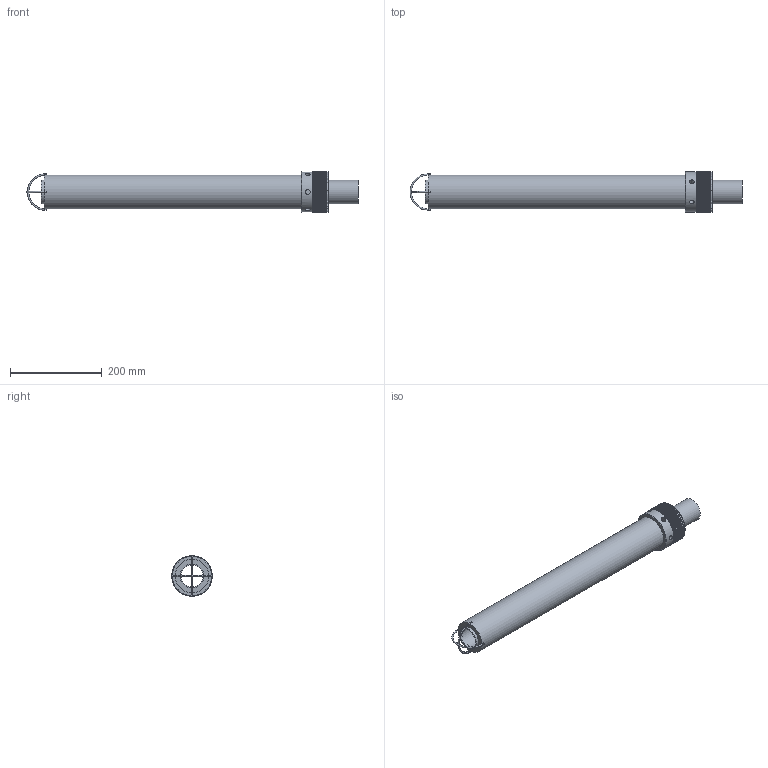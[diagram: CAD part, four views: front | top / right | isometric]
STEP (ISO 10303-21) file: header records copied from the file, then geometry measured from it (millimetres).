
FILE_DESCRIPTION(/* description */ (''),/* implementation_level */ '2;1');
FILE_NAME(/* name */ 'varbfluidn50.stp',/* time_stamp */ '2025-06-13T09:29:35+02:00',/* author */ ('Enginyeria4'),/* organization */ (''),/* preprocessor_version */ 'ST-DEVELOPER v20',/* originating_system */ 'Autodesk Inventor 2024',/* authorisation */ '');
FILE_SCHEMA (('AUTOMOTIVE_DESIGN { 1 0 10303 214 3 1 1 }'));
Length unit declared in the file: millimetre
Products named in the file (1): varbfluidn50e3
Bounding box: 723 x 88 x 88 mm (x, y, z)
Volume: 1616231.8 mm3; surface area: 274838.1 mm2
Topology: 3 solids, 3 shells, 1365 faces, 2936 edges, 1586 vertices
Faces by surface type: plane 780, cylinder 579, cone 4, torus 1, bspline 1
Full cylindrical faces by diameter (mm): 10 x6, 47.6 x1, 51 x2, 73 x1, 88 x1
Entity records: 37137 total; most frequent: DIRECTION 7789, CARTESIAN_POINT 6173, ORIENTED_EDGE 5878, AXIS2_PLACEMENT_3D 3500, EDGE_CURVE 2939, CIRCLE 2133, VERTEX_POINT 1588, EDGE_LOOP 1375
